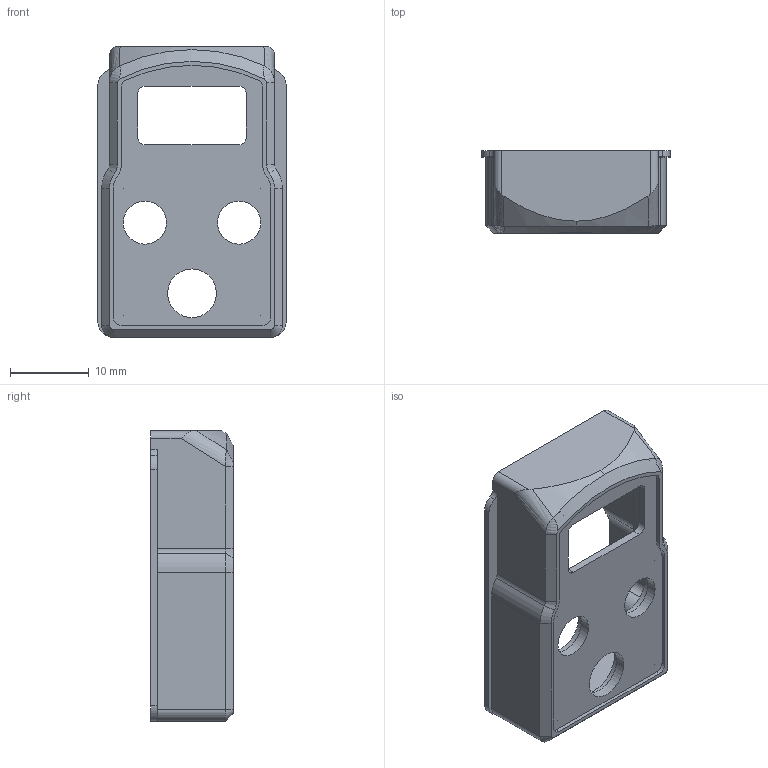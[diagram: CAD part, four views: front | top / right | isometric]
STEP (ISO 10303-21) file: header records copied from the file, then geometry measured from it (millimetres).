
FILE_DESCRIPTION(('HOOPS Exchange Step'),'2;1');
FILE_NAME('temp_export','2022-12-08T12:00:18+01:00',('mobile'),('Shapr3D Limited'),'HOOPS Exchange 2022.1','Shapr3D','Authorized');
FILE_SCHEMA( ('AUTOMOTIVE_DESIGN { 1 0 10303 214 1 1 1 1 }') );
Length unit declared in the file: millimetre
Products named in the file (3): EX-RV1K-02 BASTIDOR DE ELECTRONICA_30-11; 0. ROVER-1K_v3_RCA.stp; root
Assembly tree (2 placements, depth 3):
  root
    0. ROVER-1K_v3_RCA.stp
      EX-RV1K-02 BASTIDOR DE ELECTRONICA_30-11
Bounding box: 24 x 10.5 x 37 mm (x, y, z)
Volume: 2223.5 mm3; surface area: 3824.2 mm2
Topology: 1 solids, 1 shells, 177 faces, 510 edges, 339 vertices
Faces by surface type: cylinder 92, plane 64, cone 17, bspline 4
Full cylindrical faces by diameter (mm): 1.25 x8, 5.5 x2, 6.2 x3, 7.2 x1
Entity records: 6269 total; most frequent: CARTESIAN_POINT 1369, DIRECTION 1058, ORIENTED_EDGE 1004, EDGE_CURVE 502, AXIS2_PLACEMENT_3D 397, VERTEX_POINT 339, VECTOR 264, LINE 264
